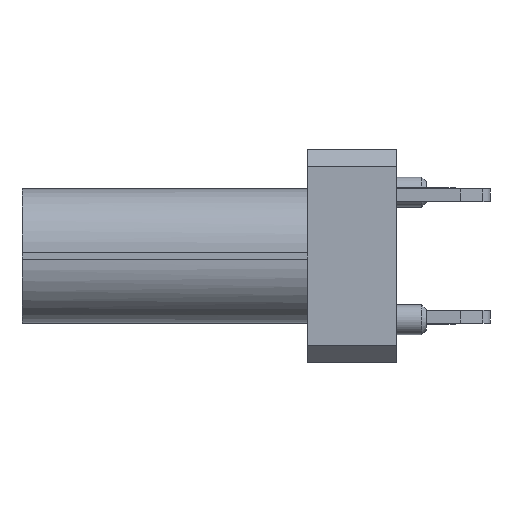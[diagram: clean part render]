
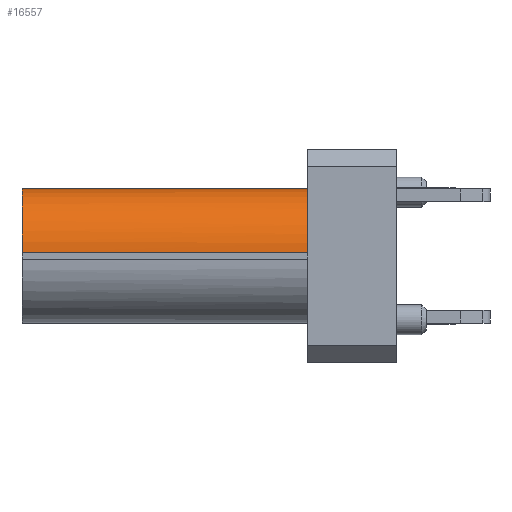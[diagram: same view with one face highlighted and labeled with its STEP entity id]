
A CAD part, left-side view. The second image highlights one B-rep face of the part: STEP entity #16557.
In plain terms, the highlighted cylindrical face has radius 1.5 mm (diameter 3 mm), a partial arc.
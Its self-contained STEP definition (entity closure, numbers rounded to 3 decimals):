
#3700=CARTESIAN_POINT('',(1.705,14.601,-1.5));
#3701=DIRECTION('',(0.,-1.,0.));
#3702=DIRECTION('',(0.,0.,1.));
#3703=AXIS2_PLACEMENT_3D('',#3700,#3701,#3702);
#3728=DIRECTION('',(0.,-1.,0.));
#3729=VECTOR('',#3728,6.7);
#3730=CARTESIAN_POINT('',(0.205,21.301,
-1.5));
#3731=LINE('',#3730,#3729);
#3732=DIRECTION('',(0.,1.,0.));
#3733=VECTOR('',#3732,6.7);
#3734=CARTESIAN_POINT('',(1.705,14.601,
0.));
#3735=LINE('',#3734,#3733);
#3740=CARTESIAN_POINT('',(1.705,14.601,-1.5));
#3741=DIRECTION('',(0.,-1.,0.));
#3742=DIRECTION('',(-0.626,0.,0.78));
#3743=AXIS2_PLACEMENT_3D('',#3740,#3741,#3742);
#5749=CARTESIAN_POINT('',(1.705,21.301,-1.5));
#5750=DIRECTION('',(0.,1.,0.));
#5751=DIRECTION('',(-1.,0.,0.));
#5752=AXIS2_PLACEMENT_3D('',#5749,#5750,#5751);
#9863=CARTESIAN_POINT('',(0.205,21.301,
-1.5));
#9865=VERTEX_POINT('',#9863);
#9936=CARTESIAN_POINT('',(1.705,14.601,
0.));
#9937=CARTESIAN_POINT('',(1.705,21.301,
0.));
#9938=VERTEX_POINT('',#9936);
#9939=VERTEX_POINT('',#9937);
#10372=CARTESIAN_POINT('',(0.766,14.601,
-0.33));
#10374=VERTEX_POINT('',#10372);
#10413=CARTESIAN_POINT('',(0.205,14.601,
-1.5));
#10415=VERTEX_POINT('',#10413);
#16542=CARTESIAN_POINT('',(1.705,29.601,
-1.5));
#16543=DIRECTION('',(0.,-1.,0.));
#16544=DIRECTION('',(0.,0.,-1.));
#16545=AXIS2_PLACEMENT_3D('',#16542,#16543,#16544);
#16546=CYLINDRICAL_SURFACE('',#16545,1.5);
#16548=ORIENTED_EDGE('',*,*,#16547,.T.);
#16550=ORIENTED_EDGE('',*,*,#16549,.F.);
#16552=ORIENTED_EDGE('',*,*,#16551,.T.);
#16553=ORIENTED_EDGE('',*,*,#14965,.F.);
#16554=ORIENTED_EDGE('',*,*,#16512,.T.);
#16555=EDGE_LOOP('',(#16548,#16550,#16552,#16553,#16554));
#16556=FACE_OUTER_BOUND('',#16555,.F.);
#3704=CIRCLE('',#3703,1.5);
#3744=CIRCLE('',#3743,1.5);
#5753=CIRCLE('',#5752,1.5);
#14965=EDGE_CURVE('',#9938,#9939,#3735,.T.);
#16512=EDGE_CURVE('',#9938,#10374,#3704,.T.);
#16547=EDGE_CURVE('',#10374,#10415,#3744,.T.);
#16549=EDGE_CURVE('',#9865,#10415,#3731,.T.);
#16551=EDGE_CURVE('',#9865,#9939,#5753,.T.);
#16557=ADVANCED_FACE('',(#16556),#16546,.T.);
